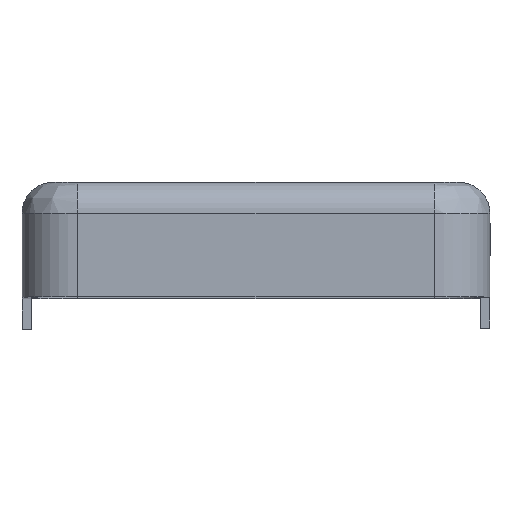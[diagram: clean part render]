
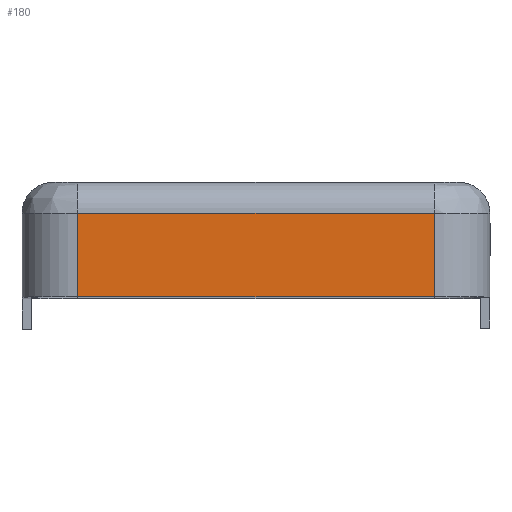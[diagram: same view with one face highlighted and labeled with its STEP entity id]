
A CAD part, top view. The second image highlights one B-rep face of the part: STEP entity #180.
In plain terms, the highlighted planar face has unit normal (0, 0, 1).
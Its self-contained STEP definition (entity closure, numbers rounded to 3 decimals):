
#180 = ADVANCED_FACE( 'NONE', ( #402 ), #403, .T. );
#402 = FACE_OUTER_BOUND( '', #703, .T. );
#403 = PLANE( '', #704 );
#703 = EDGE_LOOP( '', ( #1200, #1201, #1202, #1203 ) );
#704 = AXIS2_PLACEMENT_3D( '', #1204, #1205, #1206 );
#1200 = ORIENTED_EDGE( '', *, *, #1740, .T. );
#1201 = ORIENTED_EDGE( '', *, *, #1637, .F. );
#1202 = ORIENTED_EDGE( '', *, *, #1741, .F. );
#1203 = ORIENTED_EDGE( '', *, *, #1742, .T. );
#1204 = CARTESIAN_POINT( '', ( -5.75, 0., 18.9 ) );
#1205 = DIRECTION( '', ( 0., 0., 1. ) );
#1206 = DIRECTION( '', ( 1., 0., 0. ) );
#1637 = EDGE_CURVE( 'NONE', #1967, #1969, #1970, .T. );
#1740 = EDGE_CURVE( 'NONE', #2128, #1969, #2129, .T. );
#1741 = EDGE_CURVE( 'NONE', #2047, #1967, #2130, .T. );
#1742 = EDGE_CURVE( 'NONE', #2047, #2128, #2131, .T. );
#1967 = VERTEX_POINT( 'NONE', #2410 );
#1969 = VERTEX_POINT( 'NONE', #2412 );
#1970 = LINE( '', #2413, #2414 );
#2047 = VERTEX_POINT( 'NONE', #2515 );
#2128 = VERTEX_POINT( 'NONE', #2617 );
#2129 = LINE( '', #2618, #2619 );
#2130 = LINE( '', #2620, #2621 );
#2131 = LINE( '', #2622, #2623 );
#2410 = CARTESIAN_POINT( '', ( 5.75, -1., 18.9 ) );
#2412 = CARTESIAN_POINT( '', ( 5.75, -3.7, 18.9 ) );
#2413 = CARTESIAN_POINT( '', ( 5.75, 0., 18.9 ) );
#2414 = VECTOR( '', #2882, 1000. );
#2515 = CARTESIAN_POINT( '', ( -5.75, -1., 18.9 ) );
#2617 = CARTESIAN_POINT( '', ( -5.75, -3.7, 18.9 ) );
#2618 = CARTESIAN_POINT( '', ( -5.75, -3.7, 18.9 ) );
#2619 = VECTOR( '', #3027, 1000. );
#2620 = CARTESIAN_POINT( '', ( -5.75, -1., 18.9 ) );
#2621 = VECTOR( '', #3028, 1000. );
#2622 = CARTESIAN_POINT( '', ( -5.75, 0., 18.9 ) );
#2623 = VECTOR( '', #3029, 1000. );
#2882 = DIRECTION( '', ( 0., -1., 0. ) );
#3027 = DIRECTION( '', ( 1., 0., 0. ) );
#3028 = DIRECTION( '', ( 1., 0., 0. ) );
#3029 = DIRECTION( '', ( 0., -1., 0. ) );
